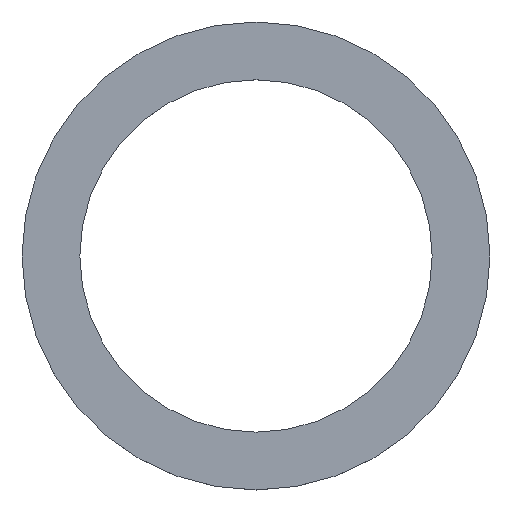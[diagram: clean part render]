
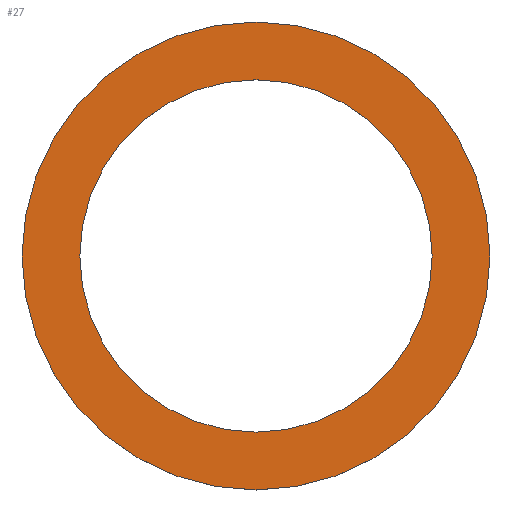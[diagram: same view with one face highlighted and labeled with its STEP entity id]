
A CAD part, top view. The second image highlights one B-rep face of the part: STEP entity #27.
In plain terms, the highlighted face is planar.
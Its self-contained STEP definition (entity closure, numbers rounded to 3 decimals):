
#5 = VERTEX_POINT ( 'NONE', #357 ) ;
#16 = CIRCLE ( 'NONE', #318, 320. ) ;
#17 = DIRECTION ( 'NONE',  ( 0., 0., 1. ) ) ;
#27 = ADVANCED_FACE ( 'NONE', ( #96, #182 ), #217, .T. ) ;
#55 = EDGE_LOOP ( 'NONE', ( #109, #171 ) ) ;
#56 = EDGE_CURVE ( 'NONE', #267, #208, #261, .T. ) ;
#58 = DIRECTION ( 'NONE',  ( 0., 0., 1. ) ) ;
#68 = DIRECTION ( 'NONE',  ( 0., 0., 1. ) ) ;
#77 = DIRECTION ( 'NONE',  ( 0., 0., 1. ) ) ;
#86 = ORIENTED_EDGE ( 'NONE', *, *, #343, .F. ) ;
#96 = FACE_OUTER_BOUND ( 'NONE', #55, .T. ) ;
#97 = DIRECTION ( 'NONE',  ( 0., 1., 0. ) ) ;
#107 = CARTESIAN_POINT ( 'NONE',  ( 0., 30., 0. ) ) ;
#109 = ORIENTED_EDGE ( 'NONE', *, *, #194, .T. ) ;
#126 = CARTESIAN_POINT ( 'NONE',  ( 0., 30., 0. ) ) ;
#134 = CARTESIAN_POINT ( 'NONE',  ( 0., 30., -320. ) ) ;
#135 = CARTESIAN_POINT ( 'NONE',  ( 0., 30., 425. ) ) ;
#139 = DIRECTION ( 'NONE',  ( 0., 1., 0. ) ) ;
#149 = CIRCLE ( 'NONE', #271, 425. ) ;
#169 = DIRECTION ( 'NONE',  ( 0., 1., 0. ) ) ;
#171 = ORIENTED_EDGE ( 'NONE', *, *, #299, .T. ) ;
#182 = FACE_BOUND ( 'NONE', #266, .T. ) ;
#194 = EDGE_CURVE ( 'NONE', #5, #269, #149, .T. ) ;
#204 = CIRCLE ( 'NONE', #338, 425. ) ;
#208 = VERTEX_POINT ( 'NONE', #237 ) ;
#217 = PLANE ( 'NONE',  #232 ) ;
#232 = AXIS2_PLACEMENT_3D ( 'NONE', #273, #330, #17 ) ;
#233 = DIRECTION ( 'NONE',  ( 0., 0., 1. ) ) ;
#234 = ORIENTED_EDGE ( 'NONE', *, *, #56, .F. ) ;
#237 = CARTESIAN_POINT ( 'NONE',  ( 0., 30., 320. ) ) ;
#257 = CARTESIAN_POINT ( 'NONE',  ( 0., 30., 0. ) ) ;
#261 = CIRCLE ( 'NONE', #308, 320. ) ;
#266 = EDGE_LOOP ( 'NONE', ( #234, #86 ) ) ;
#267 = VERTEX_POINT ( 'NONE', #134 ) ;
#269 = VERTEX_POINT ( 'NONE', #135 ) ;
#271 = AXIS2_PLACEMENT_3D ( 'NONE', #295, #139, #77 ) ;
#273 = CARTESIAN_POINT ( 'NONE',  ( 0., 30., 0. ) ) ;
#295 = CARTESIAN_POINT ( 'NONE',  ( 0., 30., 0. ) ) ;
#299 = EDGE_CURVE ( 'NONE', #269, #5, #204, .T. ) ;
#308 = AXIS2_PLACEMENT_3D ( 'NONE', #126, #97, #68 ) ;
#318 = AXIS2_PLACEMENT_3D ( 'NONE', #107, #169, #58 ) ;
#330 = DIRECTION ( 'NONE',  ( 0., 1., 0. ) ) ;
#338 = AXIS2_PLACEMENT_3D ( 'NONE', #257, #347, #233 ) ;
#343 = EDGE_CURVE ( 'NONE', #208, #267, #16, .T. ) ;
#347 = DIRECTION ( 'NONE',  ( 0., 1., 0. ) ) ;
#357 = CARTESIAN_POINT ( 'NONE',  ( 0., 30., -425. ) ) ;
